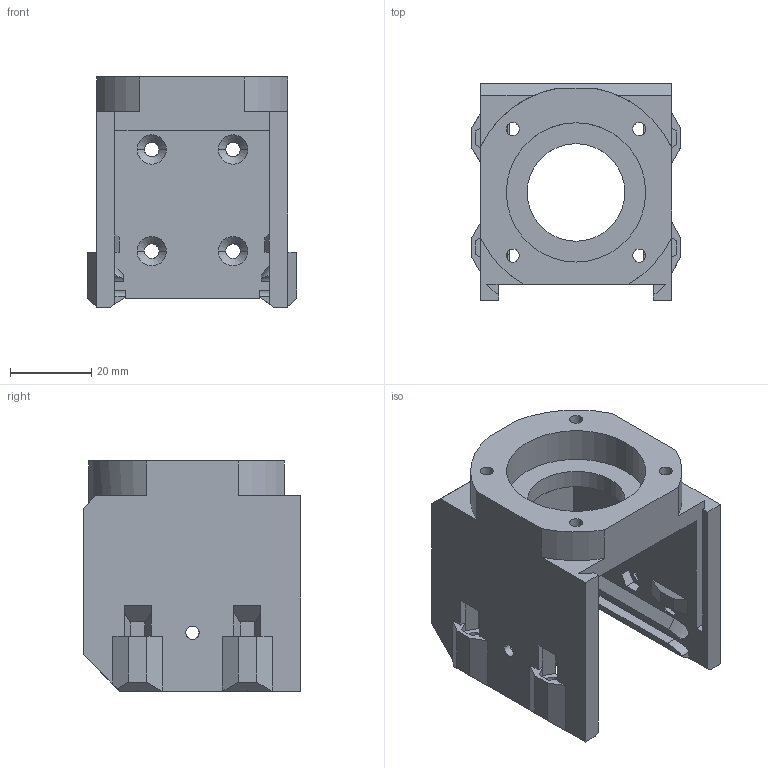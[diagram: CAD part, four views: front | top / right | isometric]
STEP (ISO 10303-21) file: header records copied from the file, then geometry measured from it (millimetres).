
FILE_DESCRIPTION (( 'STEP AP214' ), '1' );
FILE_NAME ('pellet_x_carriage_v2.STEP', '2026-02-16T13:47:25', ( '' ), ( '' ), 'SwSTEP 2.0', 'SolidWorks 2024', '' );
FILE_SCHEMA (( 'AUTOMOTIVE_DESIGN' ));
Length unit declared in the file: millimetre
Products named in the file (1): pellet_x_carriage_v2
Bounding box: 51.49 x 53.5 x 56.61 mm (x, y, z)
Volume: 46983.2 mm3; surface area: 22662.2 mm2
Topology: 1 solids, 1 shells, 207 faces, 580 edges, 378 vertices
Faces by surface type: plane 149, cylinder 44, cone 8, bspline 6
Entity records: 7033 total; most frequent: CARTESIAN_POINT 1642, ORIENTED_EDGE 1160, DIRECTION 1031, EDGE_CURVE 580, VECTOR 455, LINE 455, VERTEX_POINT 378, AXIS2_PLACEMENT_3D 288
